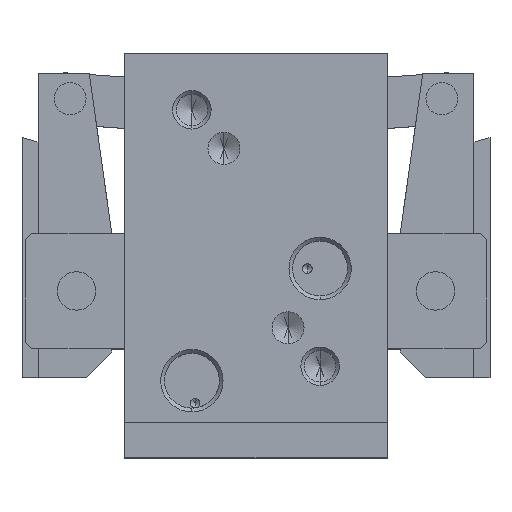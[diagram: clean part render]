
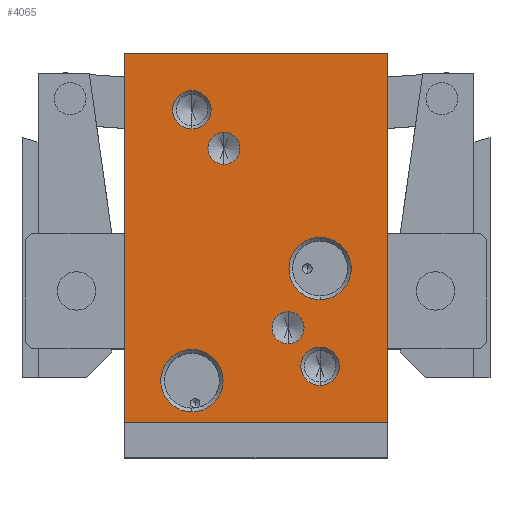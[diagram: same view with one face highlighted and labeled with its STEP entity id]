
A CAD part, top view. The second image highlights one B-rep face of the part: STEP entity #4065.
In plain terms, the highlighted planar face has unit normal (0, 0, 1).
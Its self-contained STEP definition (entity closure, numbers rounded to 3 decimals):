
#1711 = VERTEX_POINT( '', #5026 );
#1857 = VERTEX_POINT( '', #5189 );
#1919 = VERTEX_POINT( '', #5260 );
#1947 = VERTEX_POINT( '', #5291 );
#2049 = EDGE_CURVE( '', #2645, #3259, #5410, .T. );
#2067 = EDGE_CURVE( '', #4039, #2645, #5430, .T. );
#2429 = VERTEX_POINT( '', #5835 );
#2449 = VERTEX_POINT( '', #5856 );
#2489 = EDGE_CURVE( '', #1947, #4039, #5898, .T. );
#2613 = EDGE_CURVE( '', #1857, #2895, #6028, .T. );
#2645 = VERTEX_POINT( '', #6062 );
#2689 = EDGE_CURVE( '', #3221, #4195, #6112, .T. );
#2895 = VERTEX_POINT( '', #6340 );
#2971 = EDGE_CURVE( '', #2449, #2429, #6425, .T. );
#3121 = EDGE_CURVE( '', #4953, #4791, #6596, .T. );
#3221 = VERTEX_POINT( '', #6711 );
#3255 = EDGE_CURVE( '', #4349, #1919, #6747, .T. );
#3259 = VERTEX_POINT( '', #6751 );
#3539 = EDGE_CURVE( '', #2895, #1857, #7061, .T. );
#3725 = EDGE_CURVE( '', #2429, #2449, #7257, .T. );
#3835 = EDGE_CURVE( '', #1919, #4349, #7385, .T. );
#4039 = VERTEX_POINT( '', #7614 );
#4065 = ADVANCED_FACE( '', ( #7642, #7643, #7644, #7645, #7646, #7647, #7648 ), #7649, .T. );
#4083 = EDGE_CURVE( '', #3259, #1947, #7669, .T. );
#4103 = VERTEX_POINT( '', #7695 );
#4195 = VERTEX_POINT( '', #7793 );
#4217 = EDGE_CURVE( '', #4791, #4953, #7815, .T. );
#4349 = VERTEX_POINT( '', #7971 );
#4417 = EDGE_CURVE( '', #4103, #1711, #8043, .T. );
#4785 = EDGE_CURVE( '', #4195, #3221, #8466, .T. );
#4791 = VERTEX_POINT( '', #8472 );
#4911 = EDGE_CURVE( '', #1711, #4103, #8604, .T. );
#4953 = VERTEX_POINT( '', #8654 );
#5026 = CARTESIAN_POINT( '', ( 10., 34.364, 27.5 ) );
#5189 = CARTESIAN_POINT( '', ( -10., 51.25, 27.5 ) );
#5260 = CARTESIAN_POINT( '', ( 5., 17.75, 27.5 ) );
#5291 = CARTESIAN_POINT( '', ( -20.5, 5.51, 27.5 ) );
#5410 = LINE( '', #9245, #9246 );
#5430 = LINE( '', #9297, #9298 );
#5835 = CARTESIAN_POINT( '', ( -5., 45.75, 27.5 ) );
#5856 = CARTESIAN_POINT( '', ( -5., 50.75, 27.5 ) );
#5898 = LINE( '', #9963, #9964 );
#6028 = CIRCLE( '', #10175, 3. );
#6062 = CARTESIAN_POINT( '', ( 20.5, 63., 27.5 ) );
#6112 = CIRCLE( '', #10294, 4.864 );
#6340 = CARTESIAN_POINT( '', ( -10., 57.25, 27.5 ) );
#6425 = CIRCLE( '', #10752, 2.5 );
#6596 = CIRCLE( '', #10972, 3. );
#6711 = CARTESIAN_POINT( '', ( -10., 16.864, 27.5 ) );
#6747 = CIRCLE( '', #11176, 2.5 );
#6751 = CARTESIAN_POINT( '', ( -20.5, 63., 27.5 ) );
#7061 = CIRCLE( '', #11625, 3. );
#7257 = CIRCLE( '', #11962, 2.5 );
#7385 = CIRCLE( '', #12129, 2.5 );
#7614 = CARTESIAN_POINT( '', ( 20.5, 5.51, 27.5 ) );
#7642 = FACE_OUTER_BOUND( '', #12497, .T. );
#7643 = FACE_BOUND( '', #12498, .T. );
#7644 = FACE_BOUND( '', #12499, .T. );
#7645 = FACE_BOUND( '', #12500, .T. );
#7646 = FACE_BOUND( '', #12501, .T. );
#7647 = FACE_BOUND( '', #12502, .T. );
#7648 = FACE_BOUND( '', #12503, .T. );
#7649 = PLANE( '', #12504 );
#7669 = LINE( '', #12527, #12528 );
#7695 = CARTESIAN_POINT( '', ( 10., 24.636, 27.5 ) );
#7793 = CARTESIAN_POINT( '', ( -10., 7.136, 27.5 ) );
#7815 = CIRCLE( '', #12736, 3. );
#7971 = CARTESIAN_POINT( '', ( 5., 22.75, 27.5 ) );
#8043 = CIRCLE( '', #13056, 4.864 );
#8466 = CIRCLE( '', #13662, 4.864 );
#8472 = CARTESIAN_POINT( '', ( 10., 11.25, 27.5 ) );
#8604 = CIRCLE( '', #13836, 4.864 );
#8654 = CARTESIAN_POINT( '', ( 10., 17.25, 27.5 ) );
#9245 = CARTESIAN_POINT( '', ( 20.5, 63., 27.5 ) );
#9246 = VECTOR( '', #14441, 1. );
#9297 = CARTESIAN_POINT( '', ( 20.5, 0., 27.5 ) );
#9298 = VECTOR( '', #14463, 1. );
#9963 = CARTESIAN_POINT( '', ( 0., 5.51, 27.5 ) );
#9964 = VECTOR( '', #15033, 1. );
#10175 = AXIS2_PLACEMENT_3D( '', #15146, #15147, #15148 );
#10294 = AXIS2_PLACEMENT_3D( '', #15245, #15246, #15247 );
#10752 = AXIS2_PLACEMENT_3D( '', #15580, #15581, #15582 );
#10972 = AXIS2_PLACEMENT_3D( '', #15772, #15773, #15774 );
#11176 = AXIS2_PLACEMENT_3D( '', #15945, #15946, #15947 );
#11625 = AXIS2_PLACEMENT_3D( '', #16313, #16314, #16315 );
#11962 = AXIS2_PLACEMENT_3D( '', #16491, #16492, #16493 );
#12129 = AXIS2_PLACEMENT_3D( '', #16679, #16680, #16681 );
#12497 = EDGE_LOOP( '', ( #16944, #16945, #16946, #16947 ) );
#12498 = EDGE_LOOP( '', ( #16948, #16949 ) );
#12499 = EDGE_LOOP( '', ( #16950, #16951 ) );
#12500 = EDGE_LOOP( '', ( #16952, #16953 ) );
#12501 = EDGE_LOOP( '', ( #16954, #16955 ) );
#12502 = EDGE_LOOP( '', ( #16956, #16957 ) );
#12503 = EDGE_LOOP( '', ( #16958, #16959 ) );
#12504 = AXIS2_PLACEMENT_3D( '', #16960, #16961, #16962 );
#12527 = CARTESIAN_POINT( '', ( -20.5, 63., 27.5 ) );
#12528 = VECTOR( '', #16983, 1. );
#12736 = AXIS2_PLACEMENT_3D( '', #17129, #17130, #17131 );
#13056 = AXIS2_PLACEMENT_3D( '', #17417, #17418, #17419 );
#13662 = AXIS2_PLACEMENT_3D( '', #17977, #17978, #17979 );
#13836 = AXIS2_PLACEMENT_3D( '', #18129, #18130, #18131 );
#14441 = DIRECTION( '', ( -1., 0., 0. ) );
#14463 = DIRECTION( '', ( 0., 1., 0. ) );
#15033 = DIRECTION( '', ( 1., 0., 0. ) );
#15146 = CARTESIAN_POINT( '', ( -10., 54.25, 27.5 ) );
#15147 = DIRECTION( '', ( 0., 0., -1. ) );
#15148 = DIRECTION( '', ( 0., 1., 0. ) );
#15245 = CARTESIAN_POINT( '', ( -10., 12., 27.5 ) );
#15246 = DIRECTION( '', ( 0., 0., -1. ) );
#15247 = DIRECTION( '', ( 0., 1., 0. ) );
#15580 = CARTESIAN_POINT( '', ( -5., 48.25, 27.5 ) );
#15581 = DIRECTION( '', ( 0., 0., -1. ) );
#15582 = DIRECTION( '', ( 0., 1., 0. ) );
#15772 = CARTESIAN_POINT( '', ( 10., 14.25, 27.5 ) );
#15773 = DIRECTION( '', ( 0., 0., -1. ) );
#15774 = DIRECTION( '', ( 0., 1., 0. ) );
#15945 = CARTESIAN_POINT( '', ( 5., 20.25, 27.5 ) );
#15946 = DIRECTION( '', ( 0., 0., -1. ) );
#15947 = DIRECTION( '', ( 0., 1., 0. ) );
#16313 = CARTESIAN_POINT( '', ( -10., 54.25, 27.5 ) );
#16314 = DIRECTION( '', ( 0., 0., -1. ) );
#16315 = DIRECTION( '', ( 0., 1., 0. ) );
#16491 = CARTESIAN_POINT( '', ( -5., 48.25, 27.5 ) );
#16492 = DIRECTION( '', ( 0., 0., -1. ) );
#16493 = DIRECTION( '', ( 0., 1., 0. ) );
#16679 = CARTESIAN_POINT( '', ( 5., 20.25, 27.5 ) );
#16680 = DIRECTION( '', ( 0., 0., -1. ) );
#16681 = DIRECTION( '', ( 0., 1., 0. ) );
#16944 = ORIENTED_EDGE( '', *, *, #2489, .T. );
#16945 = ORIENTED_EDGE( '', *, *, #2067, .T. );
#16946 = ORIENTED_EDGE( '', *, *, #2049, .T. );
#16947 = ORIENTED_EDGE( '', *, *, #4083, .T. );
#16948 = ORIENTED_EDGE( '', *, *, #4911, .T. );
#16949 = ORIENTED_EDGE( '', *, *, #4417, .T. );
#16950 = ORIENTED_EDGE( '', *, *, #2689, .T. );
#16951 = ORIENTED_EDGE( '', *, *, #4785, .T. );
#16952 = ORIENTED_EDGE( '', *, *, #3121, .T. );
#16953 = ORIENTED_EDGE( '', *, *, #4217, .T. );
#16954 = ORIENTED_EDGE( '', *, *, #3539, .T. );
#16955 = ORIENTED_EDGE( '', *, *, #2613, .T. );
#16956 = ORIENTED_EDGE( '', *, *, #3255, .T. );
#16957 = ORIENTED_EDGE( '', *, *, #3835, .T. );
#16958 = ORIENTED_EDGE( '', *, *, #2971, .T. );
#16959 = ORIENTED_EDGE( '', *, *, #3725, .T. );
#16960 = CARTESIAN_POINT( '', ( 0., 0., 27.5 ) );
#16961 = DIRECTION( '', ( 0., 0., 1. ) );
#16962 = DIRECTION( '', ( 1., 0., 0. ) );
#16983 = DIRECTION( '', ( 0., -1., 0. ) );
#17129 = CARTESIAN_POINT( '', ( 10., 14.25, 27.5 ) );
#17130 = DIRECTION( '', ( 0., 0., -1. ) );
#17131 = DIRECTION( '', ( 0., 1., 0. ) );
#17417 = CARTESIAN_POINT( '', ( 10., 29.5, 27.5 ) );
#17418 = DIRECTION( '', ( 0., 0., -1. ) );
#17419 = DIRECTION( '', ( 0., 1., 0. ) );
#17977 = CARTESIAN_POINT( '', ( -10., 12., 27.5 ) );
#17978 = DIRECTION( '', ( 0., 0., -1. ) );
#17979 = DIRECTION( '', ( 0., 1., 0. ) );
#18129 = CARTESIAN_POINT( '', ( 10., 29.5, 27.5 ) );
#18130 = DIRECTION( '', ( 0., 0., -1. ) );
#18131 = DIRECTION( '', ( 0., 1., 0. ) );
